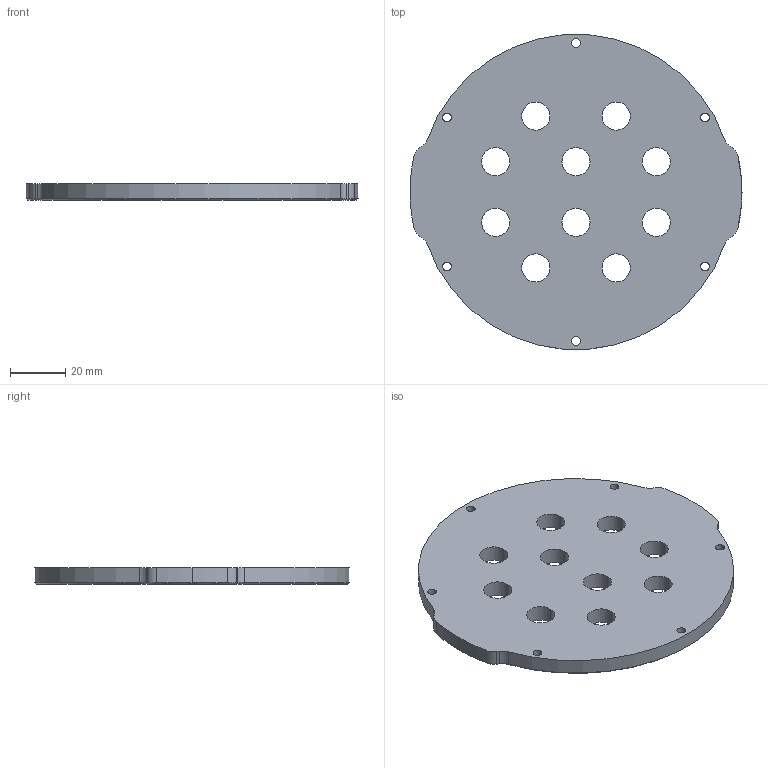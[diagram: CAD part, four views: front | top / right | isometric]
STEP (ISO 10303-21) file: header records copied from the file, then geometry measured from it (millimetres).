
FILE_DESCRIPTION (( 'STEP AP203' ), '1' );
FILE_NAME ('WTE4-M-END-CAP-10-10MM-R1.STEP', '2015-10-15T17:39:18', ( '' ), ( '' ), 'SwSTEP 2.0', 'SolidWorks 2014', '' );
FILE_SCHEMA (( 'CONFIG_CONTROL_DESIGN' ));
Length unit declared in the file: millimetre
Products named in the file (1): WTE4-M-END-CAP-10-10MM-R1
Bounding box: 120.3 x 113.92 x 6 mm (x, y, z)
Volume: 57507.5 mm3; surface area: 23555.3 mm2
Topology: 1 solids, 1 shells, 68 faces, 182 edges, 116 vertices
Faces by surface type: cylinder 45, cone 13, plane 10
Entity records: 2303 total; most frequent: DIRECTION 424, CARTESIAN_POINT 367, ORIENTED_EDGE 364, EDGE_CURVE 182, AXIS2_PLACEMENT_3D 173, VERTEX_POINT 116, CIRCLE 104, EDGE_LOOP 100
